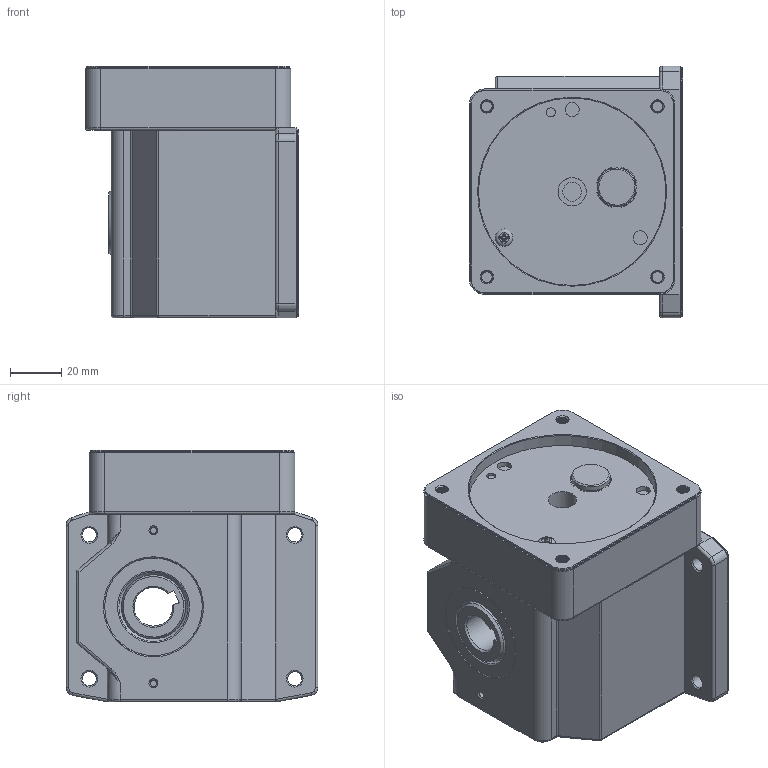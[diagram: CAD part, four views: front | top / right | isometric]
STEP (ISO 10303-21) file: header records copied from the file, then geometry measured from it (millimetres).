
FILE_DESCRIPTION((''),'2;1');
FILE_NAME('K8G□BRH.stp','2016-10-21T11:40:59',('LEEKA'),(''),'Autodesk Inventor 2012','Autodesk Inventor 2012','');
FILE_SCHEMA(('AUTOMOTIVE_DESIGN { 1 0 10303 214 1 1 1 1 }'));
Length unit declared in the file: millimetre
Products named in the file (1): K8G□BRH
Bounding box: 83 x 98 x 98 mm (x, y, z)
Volume: 497325.4 mm3; surface area: 62901.7 mm2
Topology: 1 solids, 13 shells, 419 faces, 1104 edges, 745 vertices
Faces by surface type: plane 167, cylinder 146, cone 49, torus 38, bspline 12, sphere 7
Full cylindrical faces by diameter (mm): 1.504 x1, 2.5 x5, 3.3 x1, 3.5 x4, 5 x1, 5.3 x1, 5.5 x7, 6.8 x1, 7 x1, 7.3 x1, 10 x1, 10.6 x1, 11 x1, 13 x1, 15 x1, 25 x3, 27 x2, 28 x1, 29 x2, 34.8 x2, 38 x2, 49 x1, 52 x2, 64 x1, 64.2 x1, 73 x1
Entity records: 16952 total; most frequent: CARTESIAN_POINT 6840, DIRECTION 1970, ORIENTED_EDGE 1948, EDGE_CURVE 974, AXIS2_PLACEMENT_3D 799, VERTEX_POINT 712, EDGE_LOOP 571, FACE_OUTER_BOUND 418
